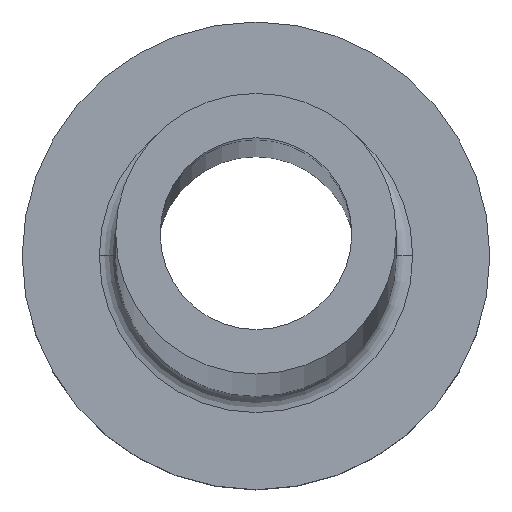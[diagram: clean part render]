
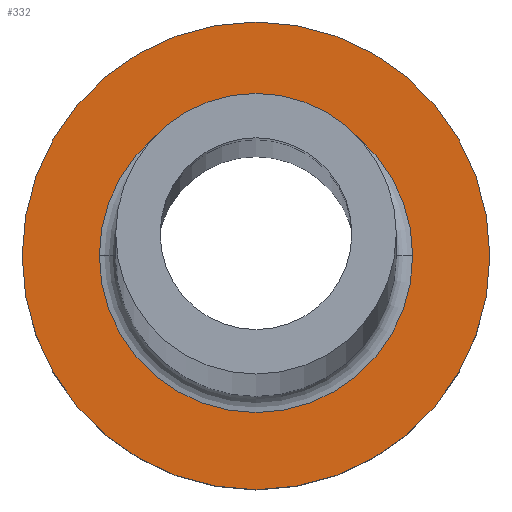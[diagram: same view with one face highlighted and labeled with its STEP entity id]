
A CAD part, top view. The second image highlights one B-rep face of the part: STEP entity #332.
In plain terms, the highlighted planar face has unit normal (0, 0, 1).
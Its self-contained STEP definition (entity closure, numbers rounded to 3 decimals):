
#3 = CARTESIAN_POINT ( 'NONE',  ( -10., 0., 7. ) ) ;
#16 = ORIENTED_EDGE ( 'NONE', *, *, #187, .T. ) ;
#35 = PLANE ( 'NONE',  #53 ) ;
#39 = DIRECTION ( 'NONE',  ( 1., 0., 0. ) ) ;
#53 = AXIS2_PLACEMENT_3D ( 'NONE', #320, #286, #108 ) ;
#62 = ORIENTED_EDGE ( 'NONE', *, *, #378, .T. ) ;
#67 = FACE_BOUND ( 'NONE', #342, .T. ) ;
#71 = AXIS2_PLACEMENT_3D ( 'NONE', #267, #405, #265 ) ;
#84 = AXIS2_PLACEMENT_3D ( 'NONE', #317, #460, #365 ) ;
#99 = DIRECTION ( 'NONE',  ( 0., 0., 1. ) ) ;
#104 = AXIS2_PLACEMENT_3D ( 'NONE', #328, #321, #39 ) ;
#108 = DIRECTION ( 'NONE',  ( 1., 0., 0. ) ) ;
#113 = CIRCLE ( 'NONE', #293, 10. ) ;
#176 = CARTESIAN_POINT ( 'NONE',  ( -6.7, 0., 7. ) ) ;
#187 = EDGE_CURVE ( 'NONE', #190, #313, #447, .T. ) ;
#190 = VERTEX_POINT ( 'NONE', #411 ) ;
#198 = ORIENTED_EDGE ( 'NONE', *, *, #434, .T. ) ;
#205 = CIRCLE ( 'NONE', #84, 6.7 ) ;
#211 = FACE_OUTER_BOUND ( 'NONE', #456, .T. ) ;
#265 = DIRECTION ( 'NONE',  ( 1., 0., 0. ) ) ;
#267 = CARTESIAN_POINT ( 'NONE',  ( 0., 0., 7. ) ) ;
#271 = ORIENTED_EDGE ( 'NONE', *, *, #408, .T. ) ;
#283 = CIRCLE ( 'NONE', #104, 10. ) ;
#286 = DIRECTION ( 'NONE',  ( 0., 0., 1. ) ) ;
#293 = AXIS2_PLACEMENT_3D ( 'NONE', #401, #99, #387 ) ;
#313 = VERTEX_POINT ( 'NONE', #176 ) ;
#317 = CARTESIAN_POINT ( 'NONE',  ( 0., 0., 7. ) ) ;
#320 = CARTESIAN_POINT ( 'NONE',  ( 0., 0., 7. ) ) ;
#321 = DIRECTION ( 'NONE',  ( 0., 0., 1. ) ) ;
#328 = CARTESIAN_POINT ( 'NONE',  ( 0., 0., 7. ) ) ;
#332 = ADVANCED_FACE ( 'NONE', ( #67, #211 ), #35, .T. ) ;
#342 = EDGE_LOOP ( 'NONE', ( #16, #271 ) ) ;
#356 = VERTEX_POINT ( 'NONE', #359 ) ;
#359 = CARTESIAN_POINT ( 'NONE',  ( 10., 0., 7. ) ) ;
#364 = VERTEX_POINT ( 'NONE', #3 ) ;
#365 = DIRECTION ( 'NONE',  ( 1., 0., 0. ) ) ;
#378 = EDGE_CURVE ( 'NONE', #356, #364, #113, .T. ) ;
#387 = DIRECTION ( 'NONE',  ( 1., 0., 0. ) ) ;
#401 = CARTESIAN_POINT ( 'NONE',  ( 0., 0., 7. ) ) ;
#405 = DIRECTION ( 'NONE',  ( 0., 0., -1. ) ) ;
#408 = EDGE_CURVE ( 'NONE', #313, #190, #205, .T. ) ;
#411 = CARTESIAN_POINT ( 'NONE',  ( 6.7, 0., 7. ) ) ;
#434 = EDGE_CURVE ( 'NONE', #364, #356, #283, .T. ) ;
#447 = CIRCLE ( 'NONE', #71, 6.7 ) ;
#456 = EDGE_LOOP ( 'NONE', ( #198, #62 ) ) ;
#460 = DIRECTION ( 'NONE',  ( 0., 0., -1. ) ) ;
